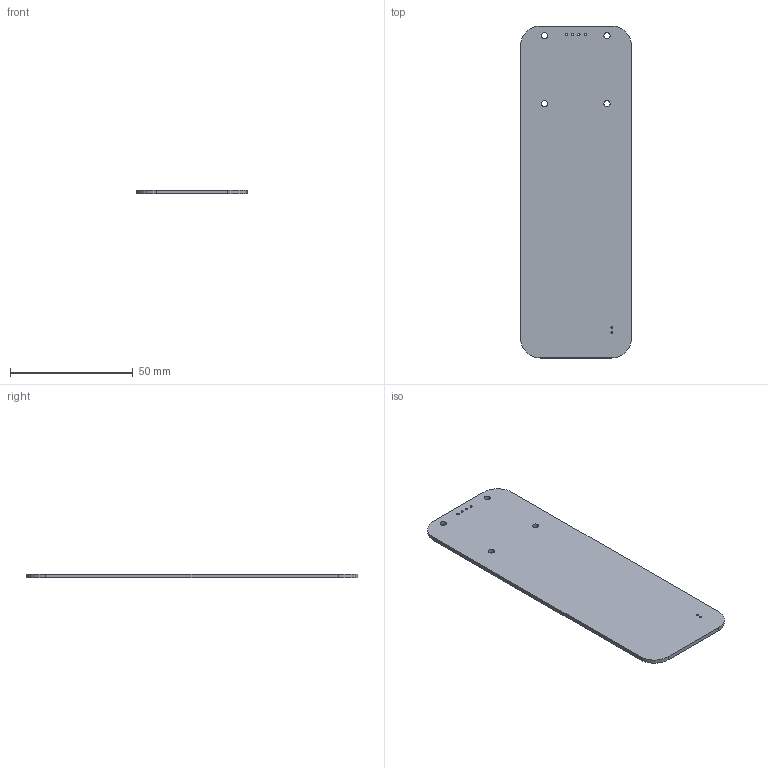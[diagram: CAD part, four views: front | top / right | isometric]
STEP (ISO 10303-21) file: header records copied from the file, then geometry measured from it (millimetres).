
FILE_DESCRIPTION(('FreeCAD Model'),'2;1');
FILE_NAME('gymboard.step', '2017-07-26T17:00:16',('kicad StepUp'),('ksu MCAD'), 'Open CASCADE STEP processor 6.8','FreeCAD','Unknown');
FILE_SCHEMA(('AUTOMOTIVE_DESIGN_CC2 { 1 2 10303 214 -1 1 5 4 }'));
Length unit declared in the file: millimetre
Products named in the file (2): ASSEMBLY; Pcb
Assembly tree (1 placements, depth 2):
  ASSEMBLY
    Pcb
Bounding box: 45 x 135 x 1.6 mm (x, y, z)
Volume: 9595.3 mm3; surface area: 12623.8 mm2
Topology: 1 solids, 1 shells, 20 faces, 54 edges, 36 vertices
Faces by surface type: cylinder 14, plane 6
Full cylindrical faces by diameter (mm): 0.75 x2, 0.889 x4, 2.5 x4
Entity records: 725 total; most frequent: DIRECTION 126, CARTESIAN_POINT 112, ORIENTED_EDGE 108, EDGE_CURVE 54, AXIS2_PLACEMENT_3D 50, FACE_BOUND 40, EDGE_LOOP 40, VERTEX_POINT 36
